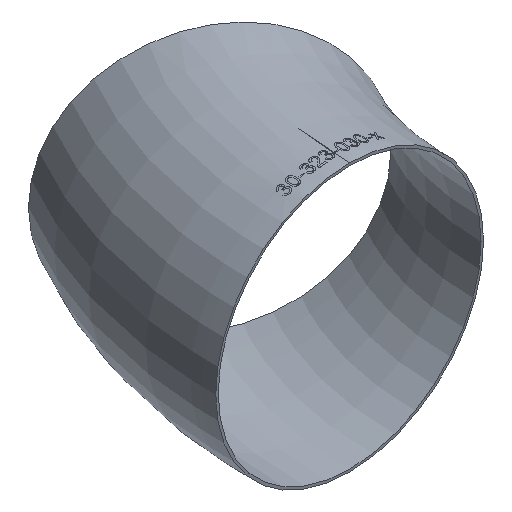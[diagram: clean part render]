
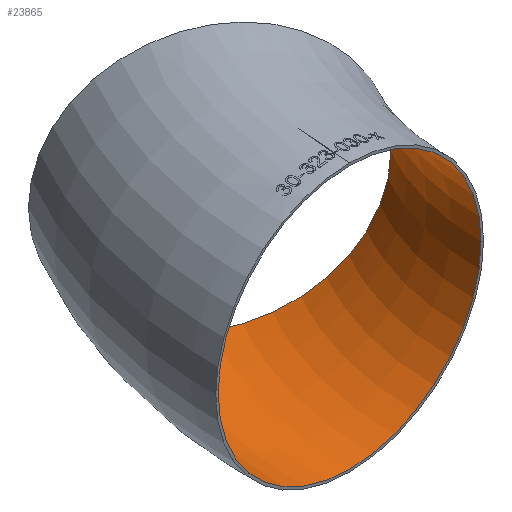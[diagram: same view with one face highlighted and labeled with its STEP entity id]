
A CAD part, isometric view. The second image highlights one B-rep face of the part: STEP entity #23865.
In plain terms, the highlighted toroidal (fillet/blend) face has major radius 457 mm and minor radius 158.95 mm.
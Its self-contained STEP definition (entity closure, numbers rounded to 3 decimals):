
#911 = TOROIDAL_SURFACE ( 'NONE', #10994, 457., 158.95 ) ;
#2710 = AXIS2_PLACEMENT_3D ( 'NONE', #26973, #35878, #21052 ) ;
#5058 = ORIENTED_EDGE ( 'NONE', *, *, #35888, .F. ) ;
#5223 = EDGE_CURVE ( 'NONE', #36442, #36442, #12780, .T. ) ;
#8122 = DIRECTION ( 'NONE',  ( -1., 0., 0. ) ) ;
#8857 = DIRECTION ( 'NONE',  ( 0., 0., -1. ) ) ;
#9374 = CARTESIAN_POINT ( 'NONE',  ( -457., 0., 158.95 ) ) ;
#10994 = AXIS2_PLACEMENT_3D ( 'NONE', #15152, #8857, #8122 ) ;
#11936 = CARTESIAN_POINT ( 'NONE',  ( -533.428, 307.975, 0. ) ) ;
#12780 = CIRCLE ( 'NONE', #2710, 158.95 ) ;
#13093 = DIRECTION ( 'NONE',  ( 0., 1., 0. ) ) ;
#13437 = EDGE_LOOP ( 'NONE', ( #26800 ) ) ;
#15152 = CARTESIAN_POINT ( 'NONE',  ( 0., 0., 0. ) ) ;
#21052 = DIRECTION ( 'NONE',  ( -0.866, 0.5, 0. ) ) ;
#21156 = AXIS2_PLACEMENT_3D ( 'NONE', #22194, #13093, #34248 ) ;
#21488 = FACE_OUTER_BOUND ( 'NONE', #32934, .T. ) ;
#22194 = CARTESIAN_POINT ( 'NONE',  ( -457., 0., 0. ) ) ;
#23865 = ADVANCED_FACE ( 'NONE', ( #27008, #21488 ), #911, .F. ) ;
#24010 = VERTEX_POINT ( 'NONE', #9374 ) ;
#26800 = ORIENTED_EDGE ( 'NONE', *, *, #5223, .T. ) ;
#26973 = CARTESIAN_POINT ( 'NONE',  ( -395.774, 228.5, 0. ) ) ;
#27008 = FACE_OUTER_BOUND ( 'NONE', #13437, .T. ) ;
#32934 = EDGE_LOOP ( 'NONE', ( #5058 ) ) ;
#34248 = DIRECTION ( 'NONE',  ( 0., 0., 1. ) ) ;
#35878 = DIRECTION ( 'NONE',  ( 0.5, 0.866, 0. ) ) ;
#35888 = EDGE_CURVE ( 'NONE', #24010, #24010, #37535, .T. ) ;
#36442 = VERTEX_POINT ( 'NONE', #11936 ) ;
#37535 = CIRCLE ( 'NONE', #21156, 158.95 ) ;
